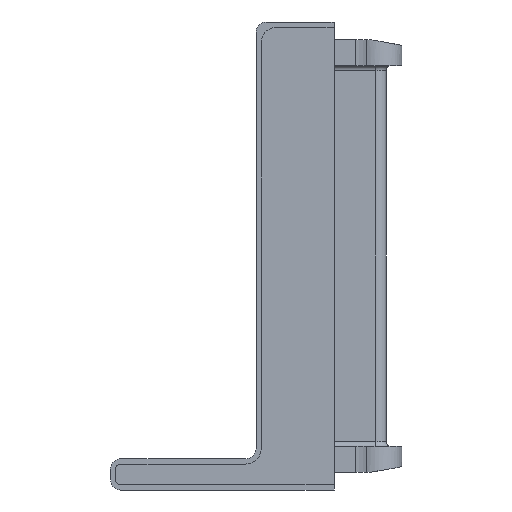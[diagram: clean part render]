
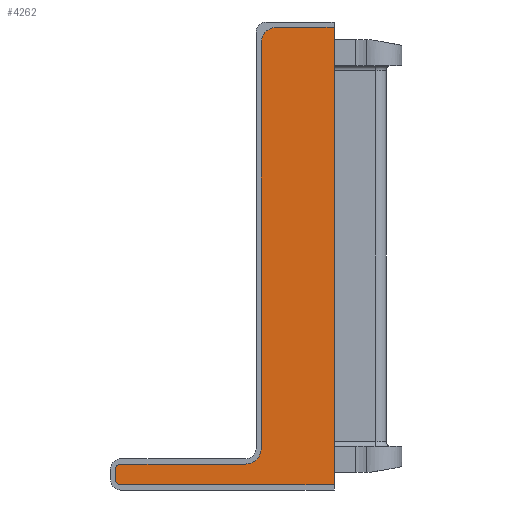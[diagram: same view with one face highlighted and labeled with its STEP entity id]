
A CAD part, left-side view. The second image highlights one B-rep face of the part: STEP entity #4262.
In plain terms, the highlighted planar face has unit normal (-1, 0, 0).
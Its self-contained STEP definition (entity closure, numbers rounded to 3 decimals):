
#389=CIRCLE('',#4786,1.5);
#390=CIRCLE('',#4789,1.5);
#394=CIRCLE('',#4798,0.5);
#395=CIRCLE('',#4801,0.5);
#737=FACE_OUTER_BOUND('',#995,.T.);
#995=EDGE_LOOP('',(#3758,#3759,#3760,#3761,#3762,#3763,#3764,#3765,#3766,
#3767));
#1248=LINE('',#7478,#1564);
#1251=LINE('',#7486,#1567);
#1262=LINE('',#7515,#1578);
#1265=LINE('',#7523,#1581);
#1266=LINE('',#7526,#1582);
#1276=LINE('',#7540,#1592);
#1564=VECTOR('',#6052,10.);
#1567=VECTOR('',#6061,10.);
#1578=VECTOR('',#6090,10.);
#1581=VECTOR('',#6099,10.);
#1582=VECTOR('',#6102,10.);
#1592=VECTOR('',#6120,10.);
#2005=VERTEX_POINT('',#7470);
#2006=VERTEX_POINT('',#7471);
#2007=VERTEX_POINT('',#7476);
#2008=VERTEX_POINT('',#7480);
#2009=VERTEX_POINT('',#7484);
#2017=VERTEX_POINT('',#7509);
#2018=VERTEX_POINT('',#7513);
#2019=VERTEX_POINT('',#7517);
#2020=VERTEX_POINT('',#7521);
#2021=VERTEX_POINT('',#7525);
#2576=EDGE_CURVE('',#2005,#2006,#389,.T.);
#2580=EDGE_CURVE('',#2007,#2005,#1248,.T.);
#2582=EDGE_CURVE('',#2008,#2007,#390,.T.);
#2584=EDGE_CURVE('',#2008,#2009,#1251,.T.);
#2597=EDGE_CURVE('',#2009,#2017,#394,.T.);
#2599=EDGE_CURVE('',#2017,#2018,#1262,.T.);
#2601=EDGE_CURVE('',#2018,#2019,#395,.T.);
#2603=EDGE_CURVE('',#2019,#2020,#1265,.T.);
#2604=EDGE_CURVE('',#2021,#2006,#1266,.T.);
#2614=EDGE_CURVE('',#2021,#2020,#1276,.T.);
#3758=ORIENTED_EDGE('',*,*,#2576,.F.);
#3759=ORIENTED_EDGE('',*,*,#2580,.F.);
#3760=ORIENTED_EDGE('',*,*,#2582,.F.);
#3761=ORIENTED_EDGE('',*,*,#2584,.T.);
#3762=ORIENTED_EDGE('',*,*,#2597,.T.);
#3763=ORIENTED_EDGE('',*,*,#2599,.T.);
#3764=ORIENTED_EDGE('',*,*,#2601,.T.);
#3765=ORIENTED_EDGE('',*,*,#2603,.T.);
#3766=ORIENTED_EDGE('',*,*,#2614,.F.);
#3767=ORIENTED_EDGE('',*,*,#2604,.T.);
#4020=PLANE('',#4827);
#4262=ADVANCED_FACE('',(#737),#4020,.F.);
#4786=AXIS2_PLACEMENT_3D('',#7472,#6045,#6046);
#4789=AXIS2_PLACEMENT_3D('',#7482,#6056,#6057);
#4798=AXIS2_PLACEMENT_3D('',#7511,#6085,#6086);
#4801=AXIS2_PLACEMENT_3D('',#7519,#6094,#6095);
#4827=AXIS2_PLACEMENT_3D('',#7611,#6196,#6197);
#6045=DIRECTION('center_axis',(1.,0.,0.));
#6046=DIRECTION('ref_axis',(0.,0.707,0.707));
#6052=DIRECTION('',(0.,0.,1.));
#6056=DIRECTION('center_axis',(-1.,0.,0.));
#6057=DIRECTION('ref_axis',(0.,-0.707,-0.707));
#6061=DIRECTION('',(0.,1.,0.));
#6085=DIRECTION('center_axis',(-1.,0.,0.));
#6086=DIRECTION('ref_axis',(0.,-1.,0.));
#6090=DIRECTION('',(0.,0.,-1.));
#6094=DIRECTION('center_axis',(-1.,0.,0.));
#6095=DIRECTION('ref_axis',(0.,0.,1.));
#6099=DIRECTION('',(0.,-1.,0.));
#6102=DIRECTION('',(0.,1.,0.));
#6120=DIRECTION('',(0.,0.,-1.));
#6196=DIRECTION('center_axis',(1.,0.,0.));
#6197=DIRECTION('ref_axis',(0.,0.,-1.));
#7470=CARTESIAN_POINT('',(-60.,3.25,20.5));
#7471=CARTESIAN_POINT('',(-60.,1.75,22.));
#7472=CARTESIAN_POINT('Origin',(-60.,1.75,20.5));
#7476=CARTESIAN_POINT('',(-60.,3.25,-18.5));
#7478=CARTESIAN_POINT('',(-60.,3.25,0.));
#7480=CARTESIAN_POINT('',(-60.,4.75,-20.));
#7482=CARTESIAN_POINT('Origin',(-60.,4.75,-18.5));
#7484=CARTESIAN_POINT('',(-60.,16.75,-20.));
#7486=CARTESIAN_POINT('',(-60.,7.25,-20.));
#7509=CARTESIAN_POINT('',(-60.,17.25,-20.5));
#7511=CARTESIAN_POINT('Origin',(-60.,16.75,-20.5));
#7513=CARTESIAN_POINT('',(-60.,17.25,-21.5));
#7515=CARTESIAN_POINT('',(-60.,17.25,-20.75));
#7517=CARTESIAN_POINT('',(-60.,16.75,-22.));
#7519=CARTESIAN_POINT('Origin',(-60.,16.75,-21.5));
#7521=CARTESIAN_POINT('',(-60.,-3.75,-22.));
#7523=CARTESIAN_POINT('',(-60.,13.75,-22.));
#7525=CARTESIAN_POINT('',(-60.,-3.75,22.));
#7526=CARTESIAN_POINT('',(-60.,-3.75,22.));
#7540=CARTESIAN_POINT('',(-60.,-3.75,0.));
#7611=CARTESIAN_POINT('Origin',(-60.,10.75,-21.));
